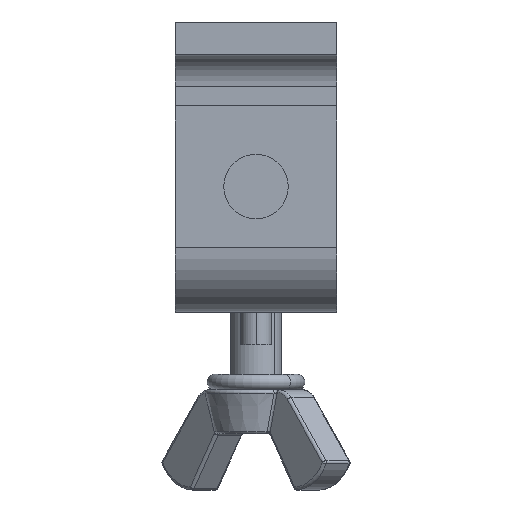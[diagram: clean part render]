
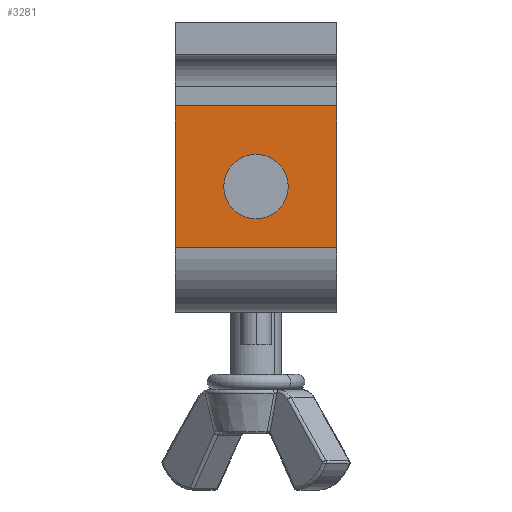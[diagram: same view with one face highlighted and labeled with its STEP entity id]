
A CAD part, front view. The second image highlights one B-rep face of the part: STEP entity #3281.
In plain terms, the highlighted planar face has unit normal (0, -1, 0).
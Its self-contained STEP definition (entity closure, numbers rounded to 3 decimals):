
#98 = VERTEX_POINT ( 'NONE', #1534 ) ;
#211 = VECTOR ( 'NONE', #4500, 1000. ) ;
#349 = EDGE_CURVE ( 'NONE', #3356, #98, #1705, .T. ) ;
#399 = CARTESIAN_POINT ( 'NONE',  ( -12.5, 0., 0. ) ) ;
#437 = ORIENTED_EDGE ( 'NONE', *, *, #1623, .T. ) ;
#534 = ORIENTED_EDGE ( 'NONE', *, *, #349, .T. ) ;
#554 = CIRCLE ( 'NONE', #4673, 5. ) ;
#561 = DIRECTION ( 'NONE',  ( 0., 0., 1. ) ) ;
#668 = LINE ( 'NONE', #1572, #211 ) ;
#752 = VERTEX_POINT ( 'NONE', #2190 ) ;
#764 = AXIS2_PLACEMENT_3D ( 'NONE', #3131, #1292, #561 ) ;
#889 = ORIENTED_EDGE ( 'NONE', *, *, #4514, .F. ) ;
#991 = DIRECTION ( 'NONE',  ( 0., 0., -1. ) ) ;
#1214 = EDGE_LOOP ( 'NONE', ( #2809, #4365 ) ) ;
#1292 = DIRECTION ( 'NONE',  ( 0., 1., 0. ) ) ;
#1326 = CARTESIAN_POINT ( 'NONE',  ( 0., 0., -7.5 ) ) ;
#1534 = CARTESIAN_POINT ( 'NONE',  ( -12.5, 0., -22. ) ) ;
#1572 = CARTESIAN_POINT ( 'NONE',  ( 12.5, 0., 0. ) ) ;
#1623 = EDGE_CURVE ( 'NONE', #752, #3356, #668, .T. ) ;
#1705 = LINE ( 'NONE', #399, #4097 ) ;
#1723 = CARTESIAN_POINT ( 'NONE',  ( -12.5, 0., 0. ) ) ;
#1835 = LINE ( 'NONE', #4384, #3480 ) ;
#1846 = CARTESIAN_POINT ( 'NONE',  ( 0., 0., -12.5 ) ) ;
#2050 = PLANE ( 'NONE',  #764 ) ;
#2108 = AXIS2_PLACEMENT_3D ( 'NONE', #2830, #4263, #991 ) ;
#2190 = CARTESIAN_POINT ( 'NONE',  ( 12.5, 0., 0. ) ) ;
#2197 = VERTEX_POINT ( 'NONE', #3816 ) ;
#2227 = CIRCLE ( 'NONE', #2108, 5. ) ;
#2317 = EDGE_CURVE ( 'NONE', #752, #2197, #4141, .T. ) ;
#2557 = DIRECTION ( 'NONE',  ( 0., -1., 0. ) ) ;
#2809 = ORIENTED_EDGE ( 'NONE', *, *, #3414, .F. ) ;
#2830 = CARTESIAN_POINT ( 'NONE',  ( 0., 0., -12.5 ) ) ;
#2949 = DIRECTION ( 'NONE',  ( 0., 0., -1. ) ) ;
#2959 = DIRECTION ( 'NONE',  ( 0., 0., -1. ) ) ;
#3020 = CARTESIAN_POINT ( 'NONE',  ( 0., 0., -17.5 ) ) ;
#3131 = CARTESIAN_POINT ( 'NONE',  ( 12.5, 0., 0. ) ) ;
#3175 = VERTEX_POINT ( 'NONE', #3020 ) ;
#3281 = ADVANCED_FACE ( 'NONE', ( #4217, #3539 ), #2050, .F. ) ;
#3351 = VERTEX_POINT ( 'NONE', #1326 ) ;
#3356 = VERTEX_POINT ( 'NONE', #1723 ) ;
#3414 = EDGE_CURVE ( 'NONE', #3175, #3351, #554, .T. ) ;
#3418 = VECTOR ( 'NONE', #3531, 1000. ) ;
#3480 = VECTOR ( 'NONE', #3971, 1000. ) ;
#3531 = DIRECTION ( 'NONE',  ( 0., 0., -1. ) ) ;
#3539 = FACE_OUTER_BOUND ( 'NONE', #3568, .T. ) ;
#3548 = CARTESIAN_POINT ( 'NONE',  ( 12.5, 0., 0. ) ) ;
#3568 = EDGE_LOOP ( 'NONE', ( #889, #4602, #437, #534 ) ) ;
#3816 = CARTESIAN_POINT ( 'NONE',  ( 12.5, 0., -22. ) ) ;
#3971 = DIRECTION ( 'NONE',  ( -1., 0., 0. ) ) ;
#4097 = VECTOR ( 'NONE', #2949, 1000. ) ;
#4141 = LINE ( 'NONE', #3548, #3418 ) ;
#4217 = FACE_BOUND ( 'NONE', #1214, .T. ) ;
#4263 = DIRECTION ( 'NONE',  ( 0., -1., 0. ) ) ;
#4353 = EDGE_CURVE ( 'NONE', #3351, #3175, #2227, .T. ) ;
#4365 = ORIENTED_EDGE ( 'NONE', *, *, #4353, .F. ) ;
#4384 = CARTESIAN_POINT ( 'NONE',  ( 12.5, 0., -22. ) ) ;
#4500 = DIRECTION ( 'NONE',  ( -1., 0., 0. ) ) ;
#4514 = EDGE_CURVE ( 'NONE', #2197, #98, #1835, .T. ) ;
#4602 = ORIENTED_EDGE ( 'NONE', *, *, #2317, .F. ) ;
#4673 = AXIS2_PLACEMENT_3D ( 'NONE', #1846, #2557, #2959 ) ;
